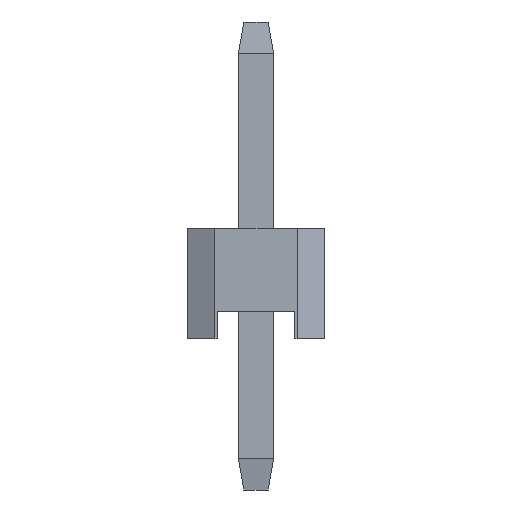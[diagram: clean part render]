
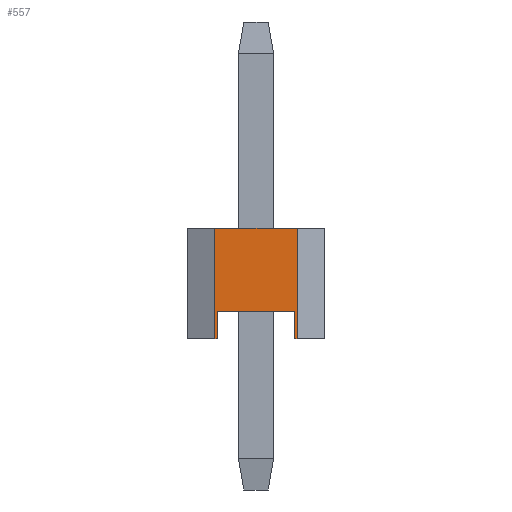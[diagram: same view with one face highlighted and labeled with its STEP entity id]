
A CAD part, left-side view. The second image highlights one B-rep face of the part: STEP entity #557.
In plain terms, the highlighted planar face has unit normal (-1, 0, 0).
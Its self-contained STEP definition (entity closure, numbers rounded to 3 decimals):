
#81 = VECTOR ( 'NONE', #3325, 1000. ) ;
#133 = VECTOR ( 'NONE', #5695, 1000. ) ;
#180 = ORIENTED_EDGE ( 'NONE', *, *, #5399, .F. ) ;
#306 = VERTEX_POINT ( 'NONE', #407 ) ;
#332 = VECTOR ( 'NONE', #6171, 1000. ) ;
#407 = CARTESIAN_POINT ( 'NONE',  ( -50.8, 0.75, 2. ) ) ;
#551 = VERTEX_POINT ( 'NONE', #5632 ) ;
#557 = ADVANCED_FACE ( 'NONE', ( #5093 ), #1197, .F. ) ;
#558 = DIRECTION ( 'NONE',  ( 0., 0., 1. ) ) ;
#724 = LINE ( 'NONE', #2267, #332 ) ;
#770 = VERTEX_POINT ( 'NONE', #4389 ) ;
#776 = DIRECTION ( 'NONE',  ( 0., 0., -1. ) ) ;
#835 = CARTESIAN_POINT ( 'NONE',  ( -50.8, -1.25, 0. ) ) ;
#1100 = VERTEX_POINT ( 'NONE', #2928 ) ;
#1178 = VECTOR ( 'NONE', #1385, 1000. ) ;
#1197 = PLANE ( 'NONE',  #5373 ) ;
#1290 = VERTEX_POINT ( 'NONE', #2877 ) ;
#1383 = CARTESIAN_POINT ( 'NONE',  ( -50.8, -1.25, 0. ) ) ;
#1385 = DIRECTION ( 'NONE',  ( 0., 0., 1. ) ) ;
#1497 = CARTESIAN_POINT ( 'NONE',  ( -50.8, -0.7, 0.5 ) ) ;
#1650 = DIRECTION ( 'NONE',  ( 1., 0., 0. ) ) ;
#1785 = LINE ( 'NONE', #2260, #3638 ) ;
#1816 = EDGE_CURVE ( 'NONE', #551, #1100, #1830, .T. ) ;
#1830 = LINE ( 'NONE', #835, #133 ) ;
#1946 = EDGE_CURVE ( 'NONE', #306, #770, #724, .T. ) ;
#2038 = VERTEX_POINT ( 'NONE', #1497 ) ;
#2100 = CARTESIAN_POINT ( 'NONE',  ( -50.8, 0.75, 2. ) ) ;
#2185 = ORIENTED_EDGE ( 'NONE', *, *, #4961, .T. ) ;
#2193 = LINE ( 'NONE', #4137, #3142 ) ;
#2260 = CARTESIAN_POINT ( 'NONE',  ( -50.8, 0.7, 0. ) ) ;
#2267 = CARTESIAN_POINT ( 'NONE',  ( -50.8, -1.25, 2. ) ) ;
#2338 = LINE ( 'NONE', #3801, #1178 ) ;
#2520 = CARTESIAN_POINT ( 'NONE',  ( -50.8, 0.75, 0. ) ) ;
#2877 = CARTESIAN_POINT ( 'NONE',  ( -50.8, 0.7, 0.5 ) ) ;
#2928 = CARTESIAN_POINT ( 'NONE',  ( -50.8, -0.75, 0. ) ) ;
#3069 = VERTEX_POINT ( 'NONE', #2520 ) ;
#3072 = EDGE_CURVE ( 'NONE', #306, #3069, #5917, .T. ) ;
#3142 = VECTOR ( 'NONE', #4508, 1000. ) ;
#3313 = VECTOR ( 'NONE', #558, 1000. ) ;
#3325 = DIRECTION ( 'NONE',  ( 0., -1., 0. ) ) ;
#3596 = ORIENTED_EDGE ( 'NONE', *, *, #3072, .T. ) ;
#3638 = VECTOR ( 'NONE', #5624, 1000. ) ;
#3706 = EDGE_CURVE ( 'NONE', #2038, #1290, #2193, .T. ) ;
#3788 = EDGE_CURVE ( 'NONE', #551, #2038, #2338, .T. ) ;
#3801 = CARTESIAN_POINT ( 'NONE',  ( -50.8, -0.7, 0. ) ) ;
#4009 = VERTEX_POINT ( 'NONE', #5173 ) ;
#4031 = EDGE_CURVE ( 'NONE', #1100, #770, #4553, .T. ) ;
#4124 = EDGE_LOOP ( 'NONE', ( #2185, #180, #4192, #4459, #4588, #6249, #5670, #3596 ) ) ;
#4137 = CARTESIAN_POINT ( 'NONE',  ( -50.8, 0.7, 0.5 ) ) ;
#4192 = ORIENTED_EDGE ( 'NONE', *, *, #3706, .F. ) ;
#4389 = CARTESIAN_POINT ( 'NONE',  ( -50.8, -0.75, 2. ) ) ;
#4459 = ORIENTED_EDGE ( 'NONE', *, *, #3788, .F. ) ;
#4508 = DIRECTION ( 'NONE',  ( 0., 1., 0. ) ) ;
#4553 = LINE ( 'NONE', #4926, #3313 ) ;
#4588 = ORIENTED_EDGE ( 'NONE', *, *, #1816, .T. ) ;
#4597 = DIRECTION ( 'NONE',  ( 0., 0., -1. ) ) ;
#4676 = CARTESIAN_POINT ( 'NONE',  ( -50.8, -1.25, 2. ) ) ;
#4926 = CARTESIAN_POINT ( 'NONE',  ( -50.8, -0.75, -0.5 ) ) ;
#4961 = EDGE_CURVE ( 'NONE', #3069, #4009, #5309, .T. ) ;
#5091 = VECTOR ( 'NONE', #4597, 1000. ) ;
#5093 = FACE_OUTER_BOUND ( 'NONE', #4124, .T. ) ;
#5173 = CARTESIAN_POINT ( 'NONE',  ( -50.8, 0.7, 0. ) ) ;
#5309 = LINE ( 'NONE', #1383, #81 ) ;
#5373 = AXIS2_PLACEMENT_3D ( 'NONE', #4676, #1650, #776 ) ;
#5399 = EDGE_CURVE ( 'NONE', #1290, #4009, #1785, .T. ) ;
#5624 = DIRECTION ( 'NONE',  ( 0., 0., -1. ) ) ;
#5632 = CARTESIAN_POINT ( 'NONE',  ( -50.8, -0.7, 0. ) ) ;
#5670 = ORIENTED_EDGE ( 'NONE', *, *, #1946, .F. ) ;
#5695 = DIRECTION ( 'NONE',  ( 0., -1., 0. ) ) ;
#5917 = LINE ( 'NONE', #2100, #5091 ) ;
#6171 = DIRECTION ( 'NONE',  ( 0., -1., 0. ) ) ;
#6249 = ORIENTED_EDGE ( 'NONE', *, *, #4031, .T. ) ;
